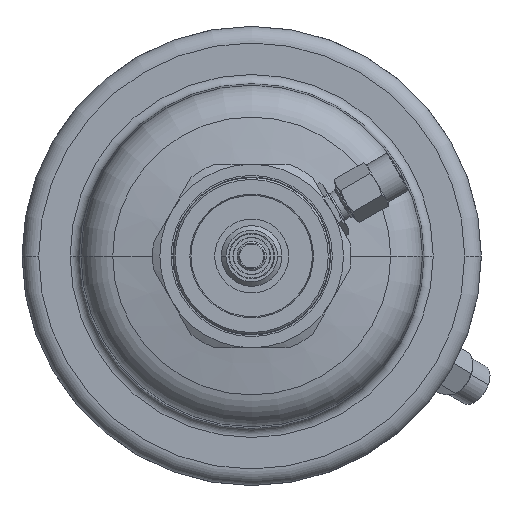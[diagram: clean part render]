
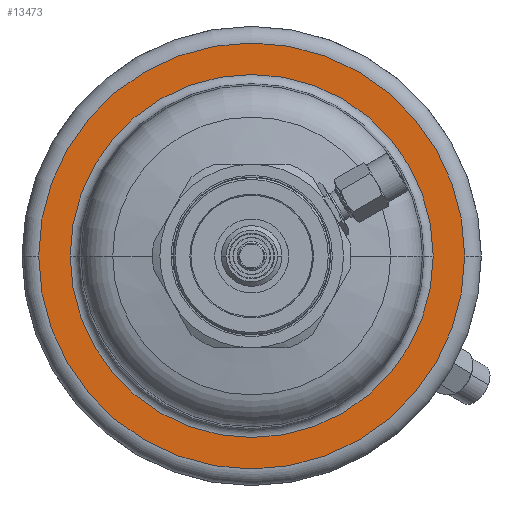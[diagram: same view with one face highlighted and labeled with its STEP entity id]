
A CAD part, left-side view. The second image highlights one B-rep face of the part: STEP entity #13473.
In plain terms, the highlighted planar face has unit normal (-1, 0, 0).
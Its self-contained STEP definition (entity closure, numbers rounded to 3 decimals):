
#8656=CARTESIAN_POINT('',(23.5,0.,0.));
#8657=DIRECTION('',(1.,0.,0.));
#8658=DIRECTION('',(0.,1.,0.));
#8659=AXIS2_PLACEMENT_3D('',#8656,#8657,#8658);
#8661=CARTESIAN_POINT('',(23.5,0.,0.));
#8662=DIRECTION('',(-1.,0.,0.));
#8663=DIRECTION('',(0.,1.,0.));
#8664=AXIS2_PLACEMENT_3D('',#8661,#8662,#8663);
#8676=CARTESIAN_POINT('',(23.5,0.,0.));
#8677=DIRECTION('',(-1.,0.,0.));
#8678=DIRECTION('',(0.,1.,0.));
#8679=AXIS2_PLACEMENT_3D('',#8676,#8677,#8678);
#8681=CARTESIAN_POINT('',(23.5,0.,0.));
#8682=DIRECTION('',(1.,0.,0.));
#8683=DIRECTION('',(0.,1.,0.));
#8684=AXIS2_PLACEMENT_3D('',#8681,#8682,#8683);
#11937=CARTESIAN_POINT('',(23.5,58.,0.));
#11939=VERTEX_POINT('',#11937);
#11940=CARTESIAN_POINT('',(23.5,49.431,0.));
#11942=VERTEX_POINT('',#11940);
#11969=CARTESIAN_POINT('',(23.5,-58.,0.));
#11971=VERTEX_POINT('',#11969);
#11972=CARTESIAN_POINT('',(23.5,-49.431,0.));
#11974=VERTEX_POINT('',#11972);
#13458=CARTESIAN_POINT('',(23.5,0.,0.));
#13459=DIRECTION('',(1.,0.,0.));
#13460=DIRECTION('',(0.,-1.,0.));
#13461=AXIS2_PLACEMENT_3D('',#13458,#13459,#13460);
#13462=PLANE('',#13461);
#13463=ORIENTED_EDGE('',*,*,#13440,.T.);
#13464=ORIENTED_EDGE('',*,*,#13451,.F.);
#13465=EDGE_LOOP('',(#13463,#13464));
#13466=FACE_OUTER_BOUND('',#13465,.F.);
#13468=ORIENTED_EDGE('',*,*,#13467,.T.);
#13470=ORIENTED_EDGE('',*,*,#13469,.F.);
#13471=EDGE_LOOP('',(#13468,#13470));
#13472=FACE_BOUND('',#13471,.F.);
#13473=ADVANCED_FACE('',(#13466,#13472),#13462,.F.);
#8660=CIRCLE('',#8659,58.);
#8665=CIRCLE('',#8664,58.);
#8680=CIRCLE('',#8679,49.431);
#8685=CIRCLE('',#8684,49.431);
#13440=EDGE_CURVE('',#11939,#11971,#8660,.T.);
#13451=EDGE_CURVE('',#11939,#11971,#8665,.T.);
#13467=EDGE_CURVE('',#11942,#11974,#8680,.T.);
#13469=EDGE_CURVE('',#11942,#11974,#8685,.T.);
